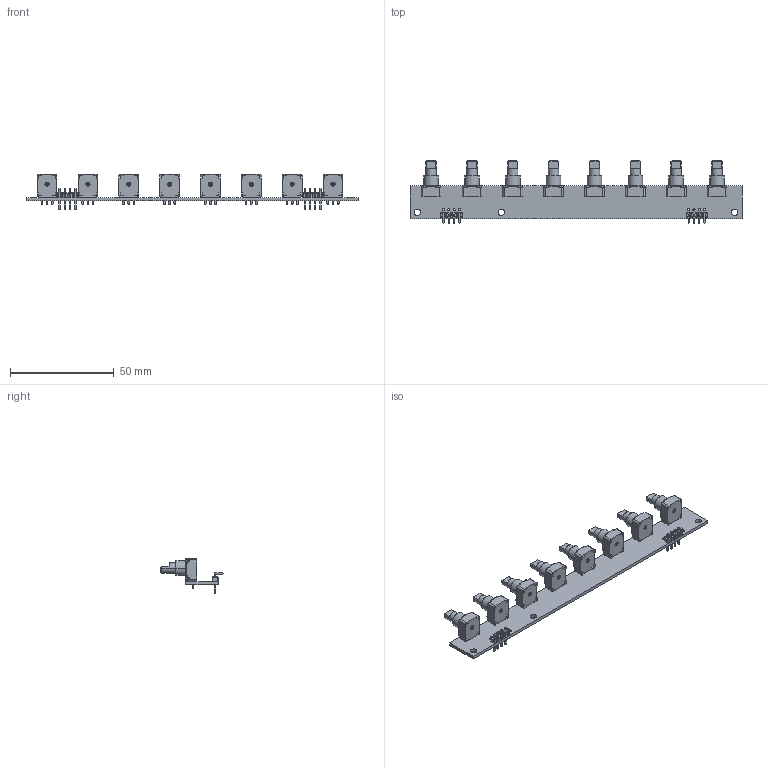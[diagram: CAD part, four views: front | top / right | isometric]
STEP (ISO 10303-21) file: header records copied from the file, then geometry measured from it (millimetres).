
FILE_DESCRIPTION(('FreeCAD Model'),'2;1');
FILE_NAME('PCB1008-Knob8_Vert.step', '2017-07-28T20:04:01',('kicad StepUp'),('ksu MCAD'), 'Open CASCADE STEP processor 6.8','FreeCAD','Unknown');
FILE_SCHEMA(('AUTOMOTIVE_DESIGN_CC2 { 1 2 10303 214 -1 1 5 4 }'));
Length unit declared in the file: millimetre
Products named in the file (12): ASSEMBLY; Pcb; RK09Y11L0001_; RK09Y11L0001_001; RK09Y11L0001_002; RK09Y11L0001_003; RK09Y11L0001_004; RK09Y11L0001_005; RK09Y11L0001_006; RK09Y11L0001_007; TSW-104-08-L-S-RA_; TSW-104-08-L-S-RA_001
Assembly tree (11 placements, depth 2):
  ASSEMBLY
    Pcb
    RK09Y11L0001_
    RK09Y11L0001_001
    RK09Y11L0001_002
    RK09Y11L0001_003
    RK09Y11L0001_004
    RK09Y11L0001_005
    RK09Y11L0001_006
    RK09Y11L0001_007
    TSW-104-08-L-S-RA_
    TSW-104-08-L-S-RA_001
Bounding box: 160 x 30.16 x 17.27 mm (x, y, z)
Volume: 10523.3 mm3; surface area: 13749.5 mm2
Topology: 13 solids, 37 shells, 2045 faces, 4913 edges, 3126 vertices
Faces by surface type: plane 1114, cylinder 619, cone 144, torus 104, revolution 64
Full cylindrical faces by diameter (mm): 1 x24, 1.016 x16, 3.048 x3
Entity records: 74349 total; most frequent: CARTESIAN_POINT 10880, DIRECTION 10665, ORIENTED_EDGE 9826, EDGE_CURVE 4913, AXIS2_PLACEMENT_3D 3743, VERTEX_POINT 3126, LINE 3115, VECTOR 3115
